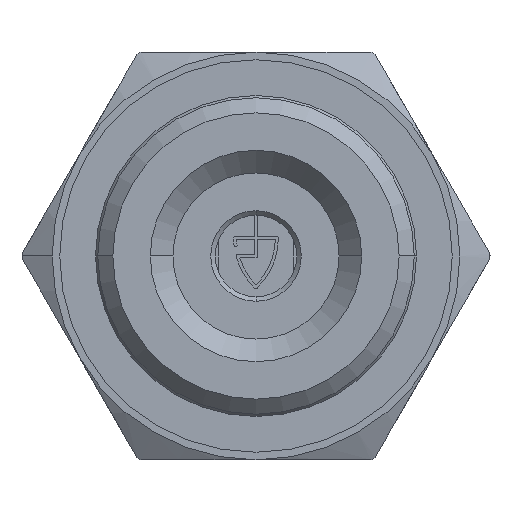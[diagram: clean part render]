
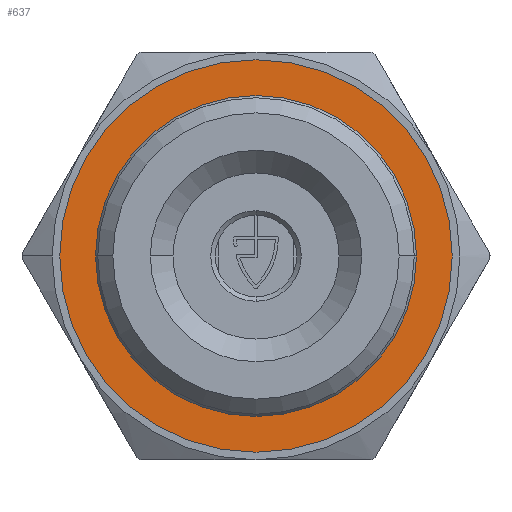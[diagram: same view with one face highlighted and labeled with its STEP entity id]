
A CAD part, front view. The second image highlights one B-rep face of the part: STEP entity #637.
In plain terms, the highlighted planar face has unit normal (0, -1, 0).
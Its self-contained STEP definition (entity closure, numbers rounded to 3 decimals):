
#224 = EDGE_CURVE ( 'NONE', #2624, #3905, #11763, .T. ) ;
#283 = EDGE_CURVE ( 'NONE', #7542, #7394, #11506, .T. ) ;
#637 = ADVANCED_FACE ( 'NONE', ( #7757, #7759 ), #7760, .T. ) ;
#1021 = EDGE_CURVE ( 'NONE', #3905, #2624, #11111, .T. ) ;
#1031 = EDGE_CURVE ( 'NONE', #7394, #7542, #11241, .T. ) ;
#1152 = CARTESIAN_POINT ( 'NONE',  ( 0., -11.3, 0. ) ) ;
#1159 = DIRECTION ( 'NONE',  ( 0., -1., 0. ) ) ;
#1167 = DIRECTION ( 'NONE',  ( 1., 0., 0. ) ) ;
#1846 = EDGE_LOOP ( 'NONE', ( #9912, #4055 ) ) ;
#1910 = EDGE_LOOP ( 'NONE', ( #4040, #4090 ) ) ;
#2286 = AXIS2_PLACEMENT_3D ( 'NONE', #7769, #7770, #7771 ) ;
#2624 = VERTEX_POINT ( 'NONE', #8225 ) ;
#3905 = VERTEX_POINT ( 'NONE', #8280 ) ;
#4040 = ORIENTED_EDGE ( 'NONE', *, *, #224, .F. ) ;
#4055 = ORIENTED_EDGE ( 'NONE', *, *, #283, .T. ) ;
#4090 = ORIENTED_EDGE ( 'NONE', *, *, #1021, .F. ) ;
#7394 = VERTEX_POINT ( 'NONE', #8419 ) ;
#7542 = VERTEX_POINT ( 'NONE', #8566 ) ;
#7757 = FACE_OUTER_BOUND ( 'NONE', #1846, .T. ) ;
#7759 = FACE_BOUND ( 'NONE', #1910, .T. ) ;
#7760 = PLANE ( 'NONE',  #2286 ) ;
#7769 = CARTESIAN_POINT ( 'NONE',  ( -10.63, -11.3, 0. ) ) ;
#7770 = DIRECTION ( 'NONE',  ( 0., -1., 0. ) ) ;
#7771 = DIRECTION ( 'NONE',  ( 1., 0., 0. ) ) ;
#8225 = CARTESIAN_POINT ( 'NONE',  ( -10.63, -11.3, 0. ) ) ;
#8280 = CARTESIAN_POINT ( 'NONE',  ( 10.63, -11.3, 0. ) ) ;
#8419 = CARTESIAN_POINT ( 'NONE',  ( 13., -11.3, 0. ) ) ;
#8566 = CARTESIAN_POINT ( 'NONE',  ( -13., -11.3, 0. ) ) ;
#9627 = CARTESIAN_POINT ( 'NONE',  ( 0., -11.3, 0. ) ) ;
#9628 = DIRECTION ( 'NONE',  ( 0., -1., 0. ) ) ;
#9629 = DIRECTION ( 'NONE',  ( 1., 0., 0. ) ) ;
#9665 = CARTESIAN_POINT ( 'NONE',  ( 0., -11.3, 0. ) ) ;
#9666 = DIRECTION ( 'NONE',  ( 0., -1., 0. ) ) ;
#9667 = DIRECTION ( 'NONE',  ( 1., 0., 0. ) ) ;
#9912 = ORIENTED_EDGE ( 'NONE', *, *, #1031, .T. ) ;
#10010 = DIRECTION ( 'NONE',  ( 1., 0., 0. ) ) ;
#10039 = CARTESIAN_POINT ( 'NONE',  ( 0., -11.3, 0. ) ) ;
#10076 = DIRECTION ( 'NONE',  ( 0., -1., 0. ) ) ;
#11111 = CIRCLE ( 'NONE', #11149, 10.63 ) ;
#11149 = AXIS2_PLACEMENT_3D ( 'NONE', #9627, #9628, #9629 ) ;
#11241 = CIRCLE ( 'NONE', #11247, 13. ) ;
#11247 = AXIS2_PLACEMENT_3D ( 'NONE', #9665, #9666, #9667 ) ;
#11435 = AXIS2_PLACEMENT_3D ( 'NONE', #1152, #1159, #1167 ) ;
#11506 = CIRCLE ( 'NONE', #11435, 13. ) ;
#11567 = AXIS2_PLACEMENT_3D ( 'NONE', #10039, #10076, #10010 ) ;
#11763 = CIRCLE ( 'NONE', #11567, 10.63 ) ;
